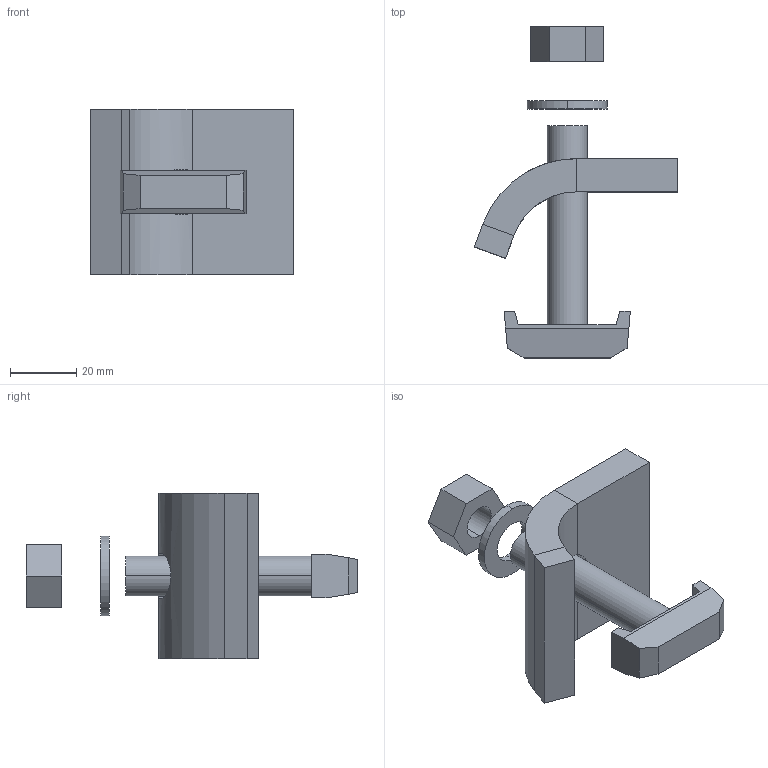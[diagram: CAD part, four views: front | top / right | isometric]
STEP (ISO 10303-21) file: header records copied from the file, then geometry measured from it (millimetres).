
FILE_DESCRIPTION (( 'STEP AP214' ), '1' );
FILE_NAME ('6355064.stp', '2017-12-07T14:26:58', ( '' ), ( '' ), 'SwSTEP 2.0', 'SolidWorks 2016', '' );
FILE_SCHEMA (( 'AUTOMOTIVE_DESIGN' ));
Length unit declared in the file: millimetre
Products named in the file (5): 6355064; 0008745_L=60; 047721_Hexagon Nut ISO 4032 - M12 - D - N; 009583_Washer ISO 7090 - 12; KTS 03.002-036_60x20
Assembly tree (4 placements, depth 2):
  6355064
    0008745_L=60
    047721_Hexagon Nut ISO 4032 - M12 - D - N
    009583_Washer ISO 7090 - 12
    KTS 03.002-036_60x20
Bounding box: 61.21 x 100 x 50 mm (x, y, z)
Volume: 46884.1 mm3; surface area: 16026.5 mm2
Topology: 4 solids, 4 shells, 55 faces, 130 edges, 82 vertices
Faces by surface type: plane 39, cylinder 11, bspline 3, cone 2
Entity records: 1920 total; most frequent: CARTESIAN_POINT 457, DIRECTION 264, ORIENTED_EDGE 260, EDGE_CURVE 130, LINE 90, VECTOR 90, AXIS2_PLACEMENT_3D 87, VERTEX_POINT 82
